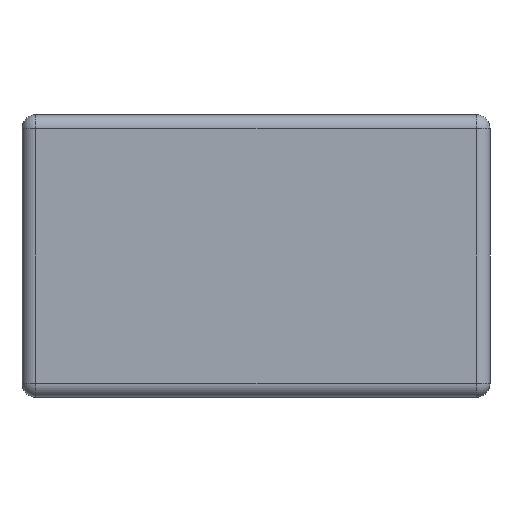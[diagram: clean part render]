
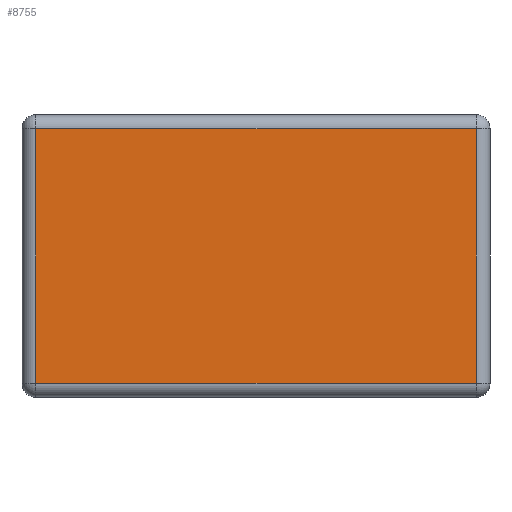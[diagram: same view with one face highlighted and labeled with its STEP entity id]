
A CAD part, left-side view. The second image highlights one B-rep face of the part: STEP entity #8755.
In plain terms, the highlighted planar face has unit normal (-1, 0, 0).
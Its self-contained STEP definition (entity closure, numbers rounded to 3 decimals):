
#208 = DIRECTION ( 'NONE',  ( 0., 0., 1. ) ) ;
#355 = DIRECTION ( 'NONE',  ( 0., -1., 0. ) ) ;
#488 = CARTESIAN_POINT ( 'NONE',  ( -1.26, 1.01, -0.01 ) ) ;
#1354 = CARTESIAN_POINT ( 'NONE',  ( -1.26, -0.95, -0.01 ) ) ;
#1388 = VECTOR ( 'NONE', #355, 1000. ) ;
#1476 = DIRECTION ( 'NONE',  ( -1., 0., 0. ) ) ;
#1563 = EDGE_CURVE ( 'NONE', #7781, #9580, #10432, .T. ) ;
#2526 = CARTESIAN_POINT ( 'NONE',  ( -1.26, 0.95, 1.15 ) ) ;
#2578 = LINE ( 'NONE', #1354, #13519 ) ;
#3071 = CARTESIAN_POINT ( 'NONE',  ( -1.26, -1.01, 0.05 ) ) ;
#3363 = EDGE_CURVE ( 'NONE', #10220, #7781, #15775, .T. ) ;
#3569 = VECTOR ( 'NONE', #5092, 1000. ) ;
#3835 = CARTESIAN_POINT ( 'NONE',  ( -1.26, -0.95, 0.05 ) ) ;
#4426 = VERTEX_POINT ( 'NONE', #4769 ) ;
#4563 = CARTESIAN_POINT ( 'NONE',  ( -1.26, 0.95, -0.01 ) ) ;
#4769 = CARTESIAN_POINT ( 'NONE',  ( -1.26, -0.95, 1.15 ) ) ;
#5092 = DIRECTION ( 'NONE',  ( 0., 1., 0. ) ) ;
#5161 = FACE_OUTER_BOUND ( 'NONE', #6765, .T. ) ;
#5560 = ORIENTED_EDGE ( 'NONE', *, *, #6322, .T. ) ;
#6321 = CARTESIAN_POINT ( 'NONE',  ( -1.26, 1.01, 1.15 ) ) ;
#6322 = EDGE_CURVE ( 'NONE', #4426, #10220, #9015, .T. ) ;
#6480 = DIRECTION ( 'NONE',  ( 0., -1., 0. ) ) ;
#6765 = EDGE_LOOP ( 'NONE', ( #14809, #7024, #9046, #5560 ) ) ;
#7024 = ORIENTED_EDGE ( 'NONE', *, *, #1563, .T. ) ;
#7781 = VERTEX_POINT ( 'NONE', #13238 ) ;
#7941 = EDGE_CURVE ( 'NONE', #9580, #4426, #2578, .T. ) ;
#8755 = ADVANCED_FACE ( 'NONE', ( #5161 ), #10148, .T. ) ;
#8855 = AXIS2_PLACEMENT_3D ( 'NONE', #488, #1476, #6480 ) ;
#9015 = LINE ( 'NONE', #6321, #3569 ) ;
#9046 = ORIENTED_EDGE ( 'NONE', *, *, #7941, .T. ) ;
#9568 = DIRECTION ( 'NONE',  ( 0., 0., -1. ) ) ;
#9580 = VERTEX_POINT ( 'NONE', #3835 ) ;
#10148 = PLANE ( 'NONE',  #8855 ) ;
#10220 = VERTEX_POINT ( 'NONE', #2526 ) ;
#10432 = LINE ( 'NONE', #3071, #1388 ) ;
#13238 = CARTESIAN_POINT ( 'NONE',  ( -1.26, 0.95, 0.05 ) ) ;
#13519 = VECTOR ( 'NONE', #208, 1000. ) ;
#13692 = VECTOR ( 'NONE', #9568, 1000. ) ;
#14809 = ORIENTED_EDGE ( 'NONE', *, *, #3363, .T. ) ;
#15775 = LINE ( 'NONE', #4563, #13692 ) ;
